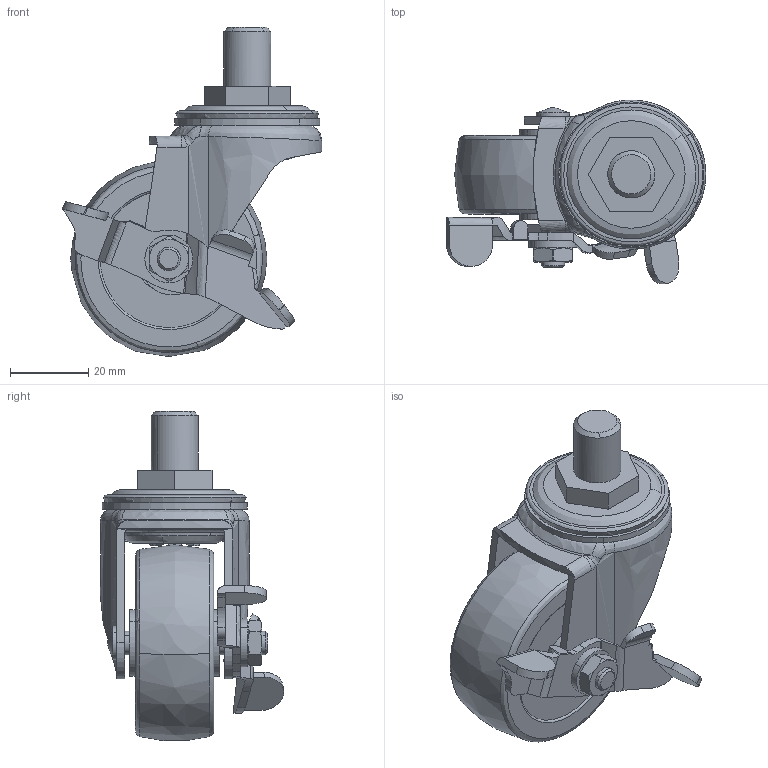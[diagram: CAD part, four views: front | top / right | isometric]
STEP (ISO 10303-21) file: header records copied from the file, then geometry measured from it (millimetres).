
FILE_DESCRIPTION((''),'2;1');
FILE_NAME('','2006-01-18T13:18:38',(''),(''),'','CADfix','');
FILE_SCHEMA(('AUTOMOTIVE_DESIGN'));
Length unit declared in the file: millimetre
Products named in the file (6): lever; wheel; main shaft; body; axle; No_304S_8348_36
Assembly tree (5 placements, depth 2):
  No_304S_8348_36
    lever
    wheel
    main shaft
    body
    axle
Bounding box: 66.18 x 46.79 x 83.87 mm (x, y, z)
Volume: 58638.3 mm3; surface area: 22096.7 mm2
Topology: 5 solids, 5 shells, 273 faces, 879 edges, 631 vertices
Faces by surface type: bspline 273
Entity records: 14514 total; most frequent: CARTESIAN_POINT 9245, ORIENTED_EDGE 1756, EDGE_CURVE 878, VERTEX_POINT 631, B_SPLINE_CURVE_WITH_KNOTS 565, EDGE_LOOP 299, QUASI_UNIFORM_CURVE 295, FACE_OUTER_BOUND 273
